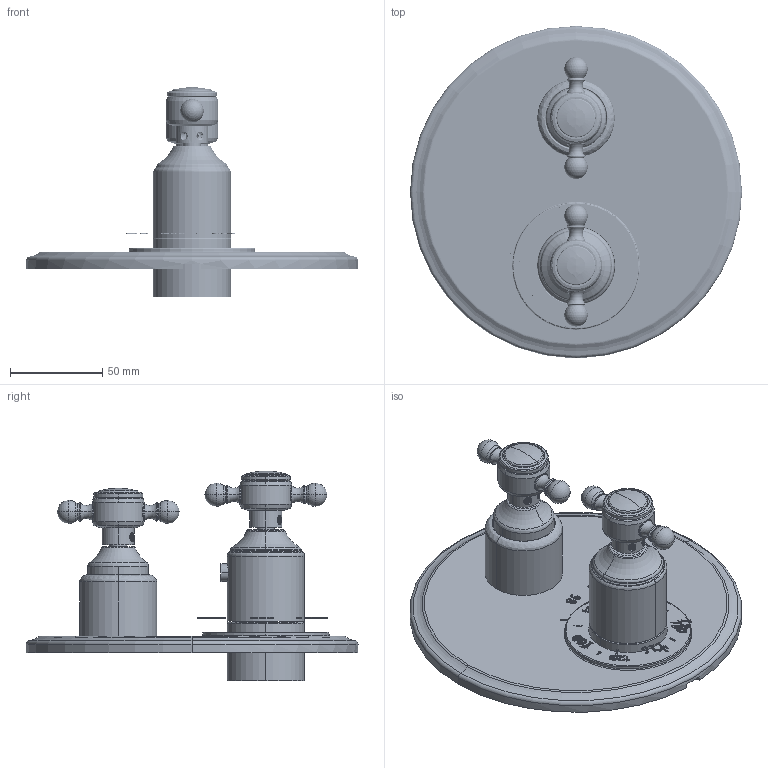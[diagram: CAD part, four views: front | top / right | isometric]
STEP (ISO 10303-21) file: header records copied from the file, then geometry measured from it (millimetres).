
FILE_DESCRIPTION((''),'2;1');
FILE_NAME('3-1033TR_ASM','2016-04-01T',('rsmith'),(''),'PRO/ENGINEER BY PARAMETRIC TECHNOLOGY CORPORATION, 2013150','PRO/ENGINEER BY PARAMETRIC TECHNOLOGY CORPORATION, 2013150','');
FILE_SCHEMA(('CONFIG_CONTROL_DESIGN'));
Products named in the file (26): 12346_AF4; H-78_2_FEET_AF7; 91678; 2-994_AF4_ASM; 12358; 91249; 91080; 2-989_ASM; 91308; 12344; 12345_AF7; 12352; 12353; 92849; 92137; 91246; 2-991_ASM; 10849; 10851; 92000; 98036; 10181; 1-110_ASM; 2-273_ASM; 92113; 3-1033TR_ASM
Assembly tree (29 placements, depth 4):
  3-1033TR_ASM
    2-994_AF4_ASM
      12346_AF4
      H-78_2_FEET_AF7
      91678
    2-989_ASM
      12358
      91249
      91080
    91308
    12344
    12345_AF7
    2-991_ASM
      12352
      12353
      92849
      92137
      91246
    2-273_ASM  x2
      10849
      10851
      92000
      1-110_ASM
        98036
        10181
    92113  x2
Bounding box: 180 x 180 x 113.76 mm (x, y, z)
Volume: 164486 mm3; surface area: 177487.7 mm2
Topology: 30 solids, 688 shells, 3017 faces, 9640 edges, 7398 vertices
Faces by surface type: plane 873, cylinder 746, extrusion 483, bspline 460, cone 233, torus 170, sphere 44, revolution 8
Entity records: 132938 total; most frequent: CARTESIAN_POINT 71532, ORIENTED_EDGE 12118, DIRECTION 9348, EDGE_CURVE 7853, VERTEX_POINT 6285, B_SPLINE_CURVE_WITH_KNOTS 3856, VECTOR 3828, LINE 3345
